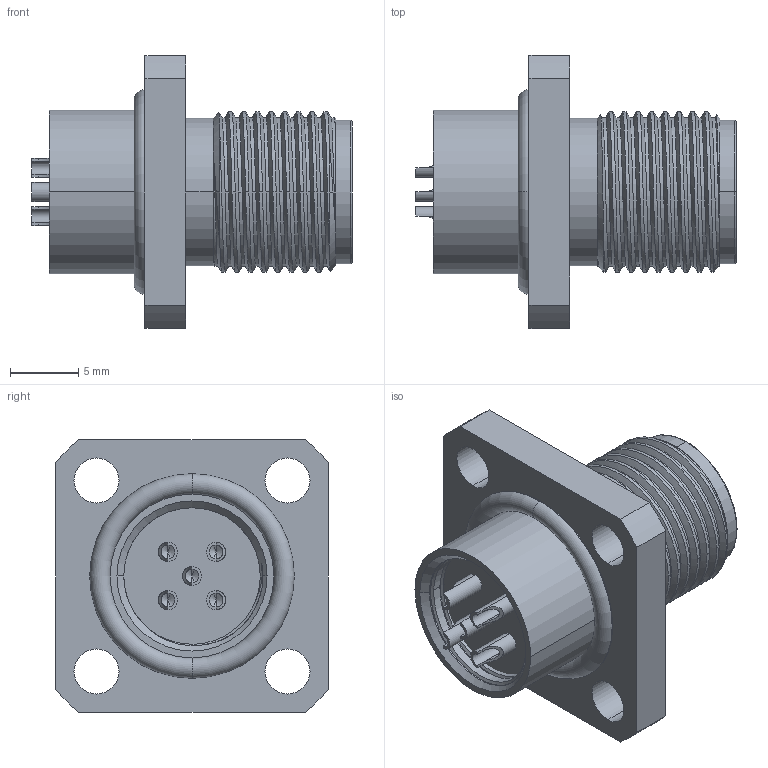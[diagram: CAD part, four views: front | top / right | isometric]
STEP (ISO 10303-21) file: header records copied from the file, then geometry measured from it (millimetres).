
FILE_DESCRIPTION (( 'STEP AP214' ), '1' );
FILE_NAME ('55-00243.STEP', '2024-04-09T18:05:39', ( '' ), ( '' ), 'SwSTEP 2.0', 'SolidWorks 2021', '' );
FILE_SCHEMA (( 'AUTOMOTIVE_DESIGN' ));
Length unit declared in the file: millimetre
Products named in the file (5): 55-00243-03___; 55-00243-01___; 55-00243-04___; 55-00243; 55-00243-02___
Assembly tree (8 placements, depth 2):
  55-00243
    55-00243-01___
    55-00243-02___
    55-00243-03___  x5
    55-00243-04___
Bounding box: 23.5 x 20 x 20 mm (x, y, z)
Volume: 2447.5 mm3; surface area: 4499.4 mm2
Topology: 8 solids, 8 shells, 334 faces, 776 edges, 481 vertices
Faces by surface type: cylinder 174, plane 65, cone 43, torus 36, sphere 10, bspline 6
Entity records: 8605 total; most frequent: CARTESIAN_POINT 3856, ORIENTED_EDGE 972, DIRECTION 959, EDGE_CURVE 486, AXIS2_PLACEMENT_3D 393, VERTEX_POINT 313, EDGE_LOOP 237, FACE_OUTER_BOUND 198
